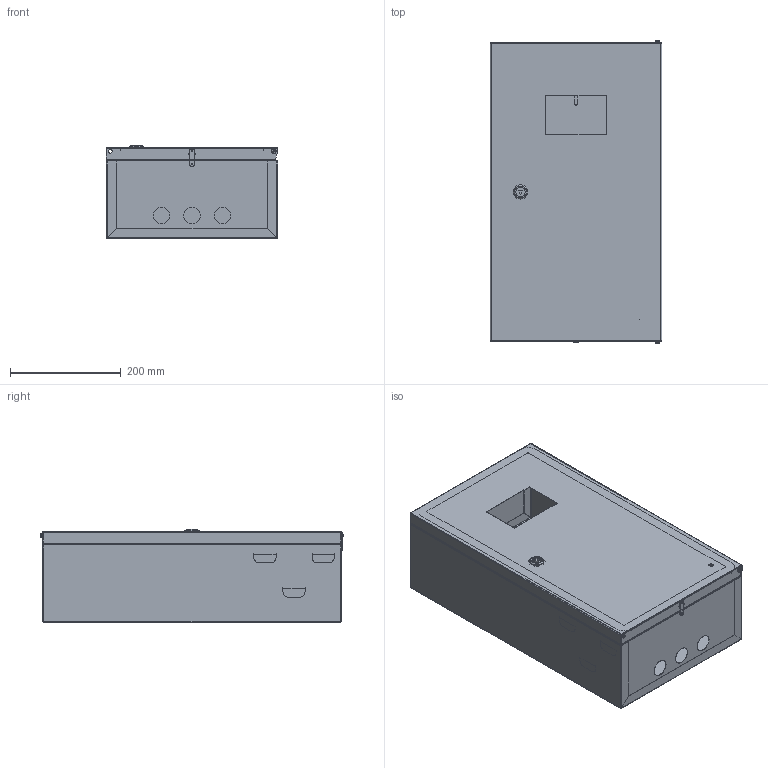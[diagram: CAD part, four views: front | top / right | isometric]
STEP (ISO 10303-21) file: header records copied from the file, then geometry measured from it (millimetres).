
FILE_DESCRIPTION (( 'STEP AP203' ), '1' );
FILE_NAME ('ÙÓ-3.1-0 (ÙÓÐÍ-3.12) (540õ310õ165) 12 ìîä. IP54 EKF Basic.STEP', '2021-07-13T08:21:56', ( '' ), ( '' ), 'SwSTEP 2.0', 'SolidWorks 2021', '' );
FILE_SCHEMA (( 'CONFIG_CONTROL_DESIGN' ));
Length unit declared in the file: millimetre
Products named in the file (25): cross ph tapping 968_din_Screw DIN 968-ST4.2x13-C-H-N; hex flange nut_din_Hexagon Flange Nut DIN 6923 - M6 - N; ﾄ粢 ﾌﾈ-1833.02.00.001; ÙÓ-3.1-0 (ÙÓÐÍ-3.12) (540õ310õ165) 12 ìîä. IP54 EKF Basic; ﾇ瑟鶴 IP54; Ñòåíêà íèæíÿÿ ÌÈ-1833.01.02.001; rivet 02_din_DIN 660-5x8-St-A-2; Çàêëåïêà öèëèíäðè÷åñêàÿ Ì4 ÑÒ-Á ñ âíóòðåííåé ðåçüáîé_Œ8; ÏÀÊ íà äâåðü ÌÈ-1833; pan head cross recess screw_din_DIN EN ISO 7045 - M4 x 16 - Z - 16N; Ñòåíêà âåðõíÿÿ ÌÈ-1833.01.00.001; Êðîíøòåéí 40õ40; DIN-ðåéêà L= 280; Ïåòëÿ ÙÓ 1_1.01.01.02; Ñòåíêà íèæíÿÿ â ñáîðå ÌÈ-1833.01.02.000 ÑÁ; 昈-512.03.00.001 眈翴錪; Øïèëüêà Ì6õ12; 倘-1716.00.00.001 相礤朦 聍弪麒赅; Êîðïóñ â ñáîðå ÌÈ-1833.01.00.000 ÑÁ; Ñòåíêà çàäíÿÿ ÌÈ-1833.01.01.001; Ñòåíêà çàäíÿÿ â ñáîðå ÌÈ-1833.01.01.000 ÑÁ; Øïèëüêà îáìåäíåííàÿ Ì6õ20; Äâåðü â ñáîðå ÌÈ-1833.02.00.000 ÑÁ; Ïåòëÿ; ÌÈ-1833.03.00.000 Ïàíåëü â ñáîðå
Assembly tree (44 placements, depth 4):
  ÙÓ-3.1-0 (ÙÓÐÍ-3.12) (540õ310õ165) 12 ìîä. IP54 EKF Basic
    Êîðïóñ â ñáîðå ÌÈ-1833.01.00.000 ÑÁ
      Ñòåíêà çàäíÿÿ â ñáîðå ÌÈ-1833.01.01.000 ÑÁ
        Ñòåíêà çàäíÿÿ ÌÈ-1833.01.01.001
        Øïèëüêà îáìåäíåííàÿ Ì6õ20  x2
        Øïèëüêà Ì6õ12
        Êðîíøòåéí 40õ40  x6
      Ñòåíêà âåðõíÿÿ ÌÈ-1833.01.00.001
      Ñòåíêà íèæíÿÿ â ñáîðå ÌÈ-1833.01.02.000 ÑÁ
        Ñòåíêà íèæíÿÿ ÌÈ-1833.01.02.001
        Ïåòëÿ ÙÓ 1_1.01.01.02
      Ïåòëÿ  x2
      rivet 02_din_DIN 660-5x8-St-A-2  x4
    倘-1716.00.00.001 相礤朦 聍弪麒赅
    Äâåðü â ñáîðå ÌÈ-1833.02.00.000 ÑÁ
      ﾄ粢 ﾌﾈ-1833.02.00.001
      ÏÀÊ íà äâåðü ÌÈ-1833
      Øïèëüêà Ì6õ12
      Çàêëåïêà öèëèíäðè÷åñêàÿ Ì4 ÑÒ-Á ñ âíóòðåííåé ðåçüáîé_Œ8  x2
      ﾇ瑟鶴 IP54
    hex flange nut_din_Hexagon Flange Nut DIN 6923 - M6 - N  x2
    pan head cross recess screw_din_DIN EN ISO 7045 - M4 x 16 - Z - 16N  x2
    DIN-ðåéêà L= 280
    cross ph tapping 968_din_Screw DIN 968-ST4.2x13-C-H-N  x6
    ÌÈ-1833.03.00.000 Ïàíåëü â ñáîðå
      昈-512.03.00.001 眈翴錪
      Øïèëüêà Ì6õ12
Bounding box: 310 x 547.64 x 168.7 mm (x, y, z)
Volume: 750743.9 mm3; surface area: 1671837.2 mm2
Topology: 42 solids, 42 shells, 1494 faces, 3717 edges, 2319 vertices
Faces by surface type: plane 789, cylinder 413, bspline 144, cone 82, torus 48, sphere 18
Entity records: 35612 total; most frequent: CARTESIAN_POINT 9056, ORIENTED_EDGE 4842, DIRECTION 4797, EDGE_CURVE 2421, AXIS2_PLACEMENT_3D 1644, LINE 1509, VECTOR 1509, VERTEX_POINT 1497
